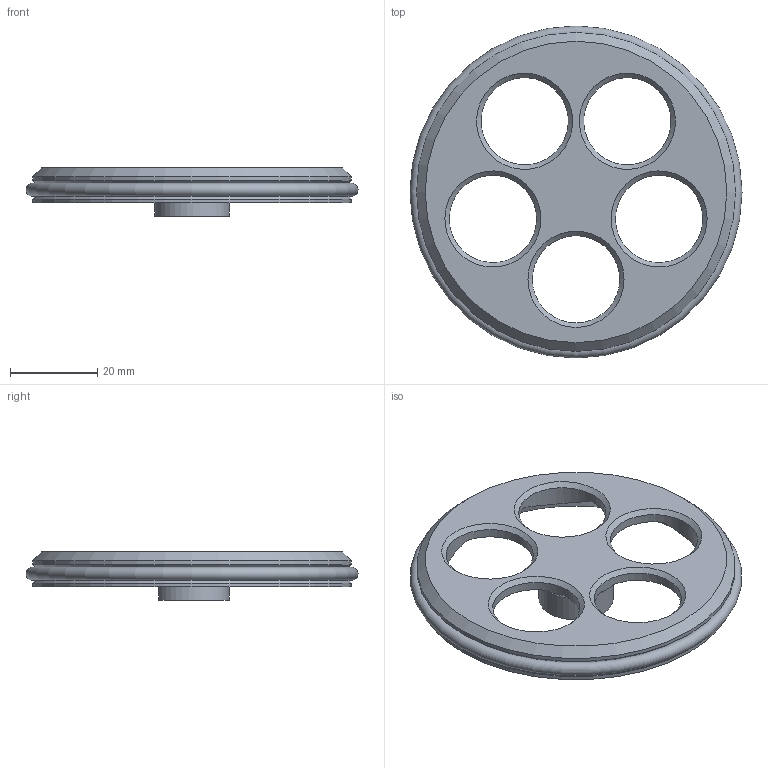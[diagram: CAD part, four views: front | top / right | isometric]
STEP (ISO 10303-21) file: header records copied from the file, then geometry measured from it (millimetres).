
FILE_DESCRIPTION(('FreeCAD Model'),'2;1');
FILE_NAME( 'WheelNG.step', '2015-05-05T09:31:20',('FreeCAD'),('FreeCAD'), 'Open CASCADE STEP processor 6.5','FreeCAD','Unknown');
FILE_SCHEMA(('AUTOMOTIVE_DESIGN_CC2 { 1 2 10303 214 -1 1 5 4 }'));
Length unit declared in the file: millimetre
Products named in the file (2): WheelCutoutChamfer001-Final; OringTorus
Bounding box: 76 x 76 x 11 mm (x, y, z)
Volume: 16062.4 mm3; surface area: 11170.3 mm2
Topology: 2 solids, 2 shells, 43 faces, 127 edges, 84 vertices
Faces by surface type: plane 18, cylinder 13, cone 11, torus 1
Full cylindrical faces by diameter (mm): 3.25 x2, 5.25 x1, 20 x5, 73 x2
Entity records: 4720 total; most frequent: CARTESIAN_POINT 2368, DIRECTION 398, ORIENTED_EDGE 250, PCURVE 250, DEFINITIONAL_REPRESENTATION 250, LINE 164, VECTOR 164, EDGE_CURVE 125
